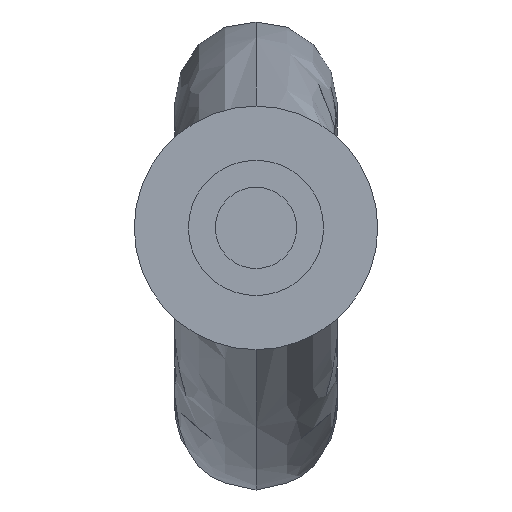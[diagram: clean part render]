
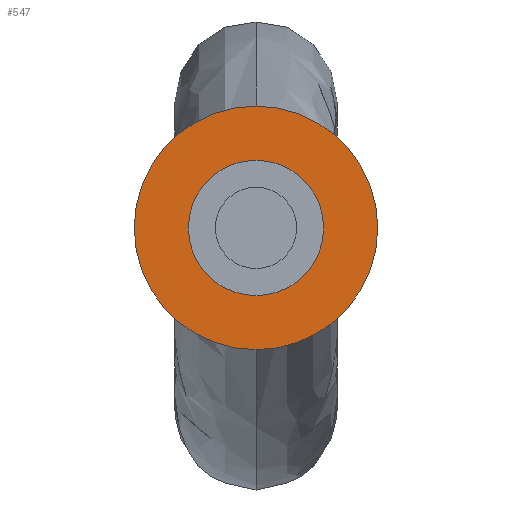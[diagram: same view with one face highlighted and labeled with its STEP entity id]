
A CAD part, left-side view. The second image highlights one B-rep face of the part: STEP entity #547.
In plain terms, the highlighted planar face has unit normal (-1, 0, 0).
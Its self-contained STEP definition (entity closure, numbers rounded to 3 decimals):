
#95=CARTESIAN_POINT('',(20.,0.,0.));
#96=DIRECTION('',(1.,0.,0.));
#97=DIRECTION('',(0.,-1.,0.));
#98=AXIS2_PLACEMENT_3D('',#95,#96,#97);
#100=CARTESIAN_POINT('',(20.,0.,0.));
#101=DIRECTION('',(1.,0.,0.));
#102=DIRECTION('',(0.,1.,0.));
#103=AXIS2_PLACEMENT_3D('',#100,#101,#102);
#105=CARTESIAN_POINT('',(20.,0.,0.));
#106=DIRECTION('',(1.,0.,0.));
#107=DIRECTION('',(0.,-1.,0.));
#108=AXIS2_PLACEMENT_3D('',#105,#106,#107);
#114=CARTESIAN_POINT('',(20.,0.,0.));
#115=DIRECTION('',(1.,0.,0.));
#116=DIRECTION('',(0.,1.,0.));
#117=AXIS2_PLACEMENT_3D('',#114,#115,#116);
#203=CARTESIAN_POINT('',(20.,-4.5,0.));
#204=CARTESIAN_POINT('',(20.,4.5,0.));
#205=VERTEX_POINT('',#203);
#206=VERTEX_POINT('',#204);
#207=CARTESIAN_POINT('',(20.,-2.5,0.));
#208=CARTESIAN_POINT('',(20.,2.5,0.));
#209=VERTEX_POINT('',#207);
#210=VERTEX_POINT('',#208);
#532=CARTESIAN_POINT('',(20.,0.,0.));
#533=DIRECTION('',(1.,0.,0.));
#534=DIRECTION('',(0.,-1.,0.));
#535=AXIS2_PLACEMENT_3D('',#532,#533,#534);
#536=PLANE('',#535);
#537=ORIENTED_EDGE('',*,*,#514,.T.);
#538=ORIENTED_EDGE('',*,*,#527,.T.);
#539=EDGE_LOOP('',(#537,#538));
#540=FACE_OUTER_BOUND('',#539,.F.);
#542=ORIENTED_EDGE('',*,*,#541,.F.);
#544=ORIENTED_EDGE('',*,*,#543,.F.);
#545=EDGE_LOOP('',(#542,#544));
#546=FACE_BOUND('',#545,.F.);
#547=ADVANCED_FACE('',(#540,#546),#536,.F.);
#99=CIRCLE('',#98,4.5);
#104=CIRCLE('',#103,4.5);
#109=CIRCLE('',#108,2.5);
#118=CIRCLE('',#117,2.5);
#514=EDGE_CURVE('',#205,#206,#99,.T.);
#527=EDGE_CURVE('',#206,#205,#104,.T.);
#541=EDGE_CURVE('',#209,#210,#109,.T.);
#543=EDGE_CURVE('',#210,#209,#118,.T.);
